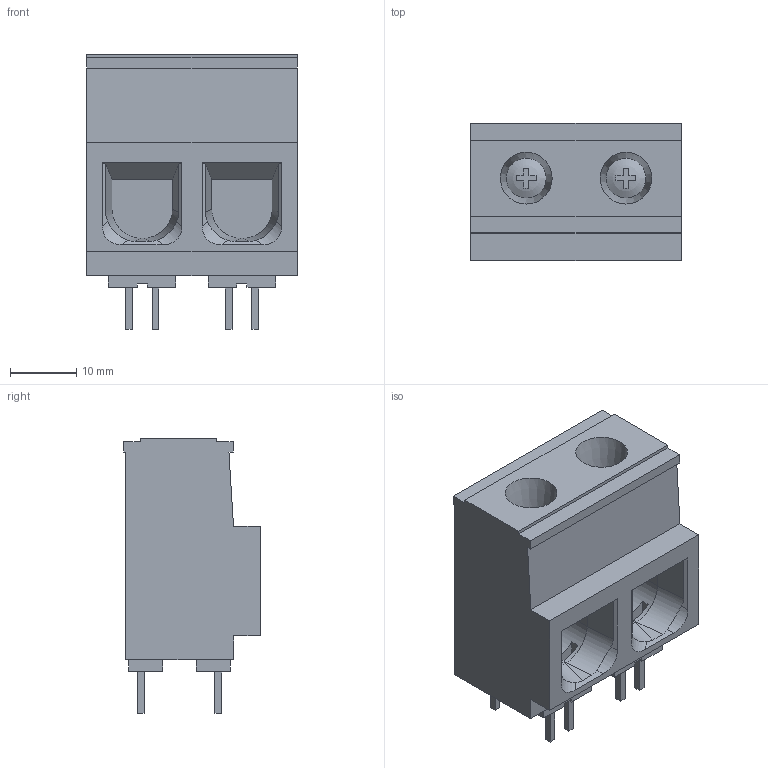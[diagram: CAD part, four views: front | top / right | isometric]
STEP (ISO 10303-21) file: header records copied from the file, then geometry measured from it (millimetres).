
FILE_DESCRIPTION(/* description */ (''),/* implementation_level */ '2;1');
FILE_NAME(/* name */ 'Molex - 399200302.step',/* time_stamp */ '2022-03-05T15:55:50+00:00',/* author */ (''),/* organization */ (''),/* preprocessor_version */ 'ST-DEVELOPER v18.1',/* originating_system */ 'Autodesk Translation Framework v10.13.0.1454',/* authorisation */ '');
FILE_SCHEMA (('AUTOMOTIVE_DESIGN { 1 0 10303 214 3 1 1 }'));
Length unit declared in the file: inch
Products named in the file (1): Molex - 399200302
Bounding box: 31.75 x 20.62 x 41.4 mm (x, y, z)
Volume: 14845.4 mm3; surface area: 9075.7 mm2
Topology: 1 solids, 1 shells, 272 faces, 768 edges, 508 vertices
Faces by surface type: plane 234, cylinder 32, cone 4, sphere 2
Full cylindrical faces by diameter (mm): 3.048 x2, 6.5 x2
Entity records: 9080 total; most frequent: CARTESIAN_POINT 1753, ORIENTED_EDGE 1536, DIRECTION 1404, EDGE_CURVE 768, LINE 654, VECTOR 654, VERTEX_POINT 508, AXIS2_PLACEMENT_3D 375
